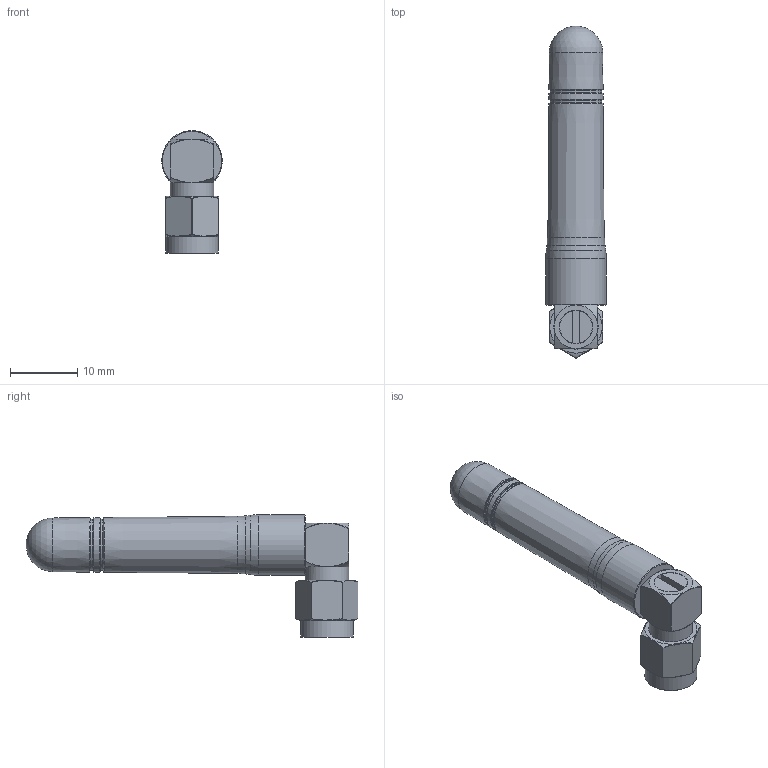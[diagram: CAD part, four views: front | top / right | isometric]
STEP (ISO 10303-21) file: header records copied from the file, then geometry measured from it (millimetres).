
FILE_DESCRIPTION(/* description */ (''),/* implementation_level */ '2;1');
FILE_NAME(/* name */ 'DL868-915M-R-48.step',/* time_stamp */ '2024-01-27T11:35:16+09:00',/* author */ (''),/* organization */ (''),/* preprocessor_version */ 'ST-DEVELOPER v20',/* originating_system */ 'Autodesk Translation Framework v12.14.0.127',/* authorisation */ '');
FILE_SCHEMA (('AUTOMOTIVE_DESIGN { 1 0 10303 214 3 1 1 }'));
Length unit declared in the file: millimetre
Products named in the file (1): DL868-915M-R-48
Bounding box: 9 x 49.36 x 18.25 mm (x, y, z)
Volume: 2897.2 mm3; surface area: 2050.2 mm2
Topology: 3 solids, 3 shells, 143 faces, 312 edges, 173 vertices
Faces by surface type: bspline 39, torus 31, sphere 25, plane 24, cylinder 19, cone 5
Full cylindrical faces by diameter (mm): 1 x1, 5 x1, 6.5 x1, 6.6 x1, 7.6 x2, 7.8 x1, 9 x1
Entity records: 7175 total; most frequent: CARTESIAN_POINT 4247, ORIENTED_EDGE 604, DIRECTION 594, EDGE_CURVE 302, AXIS2_PLACEMENT_3D 277, VERTEX_POINT 173, CIRCLE 172, EDGE_LOOP 153
